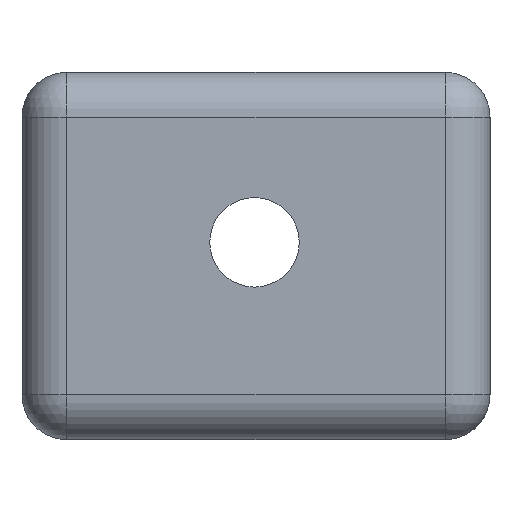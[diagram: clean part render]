
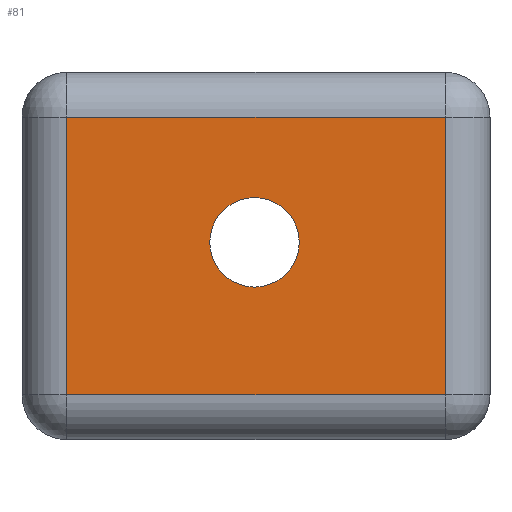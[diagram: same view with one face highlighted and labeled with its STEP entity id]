
A CAD part, front view. The second image highlights one B-rep face of the part: STEP entity #81.
In plain terms, the highlighted planar face has unit normal (0, -1, 0).
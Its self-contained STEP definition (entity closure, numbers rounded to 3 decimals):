
#81 = ADVANCED_FACE( '', ( #169, #170 ), #171, .F. );
#169 = FACE_BOUND( '', #260, .T. );
#170 = FACE_OUTER_BOUND( '', #261, .T. );
#171 = PLANE( '', #262 );
#260 = EDGE_LOOP( '', ( #413 ) );
#261 = EDGE_LOOP( '', ( #414, #415, #416, #417 ) );
#262 = AXIS2_PLACEMENT_3D( '', #418, #419, #420 );
#413 = ORIENTED_EDGE( '', *, *, #533, .T. );
#414 = ORIENTED_EDGE( '', *, *, #541, .T. );
#415 = ORIENTED_EDGE( '', *, *, #563, .T. );
#416 = ORIENTED_EDGE( '', *, *, #564, .T. );
#417 = ORIENTED_EDGE( '', *, *, #528, .T. );
#418 = CARTESIAN_POINT( '', ( 0., -103.128, 0. ) );
#419 = DIRECTION( '', ( 0., 1., 0. ) );
#420 = DIRECTION( '', ( 0., 0., 1. ) );
#528 = EDGE_CURVE( '', #621, #622, #623, .F. );
#533 = EDGE_CURVE( '', #630, #630, #631, .T. );
#541 = EDGE_CURVE( '', #622, #593, #642, .F. );
#563 = EDGE_CURVE( '', #593, #665, #666, .F. );
#564 = EDGE_CURVE( '', #665, #621, #667, .F. );
#593 = VERTEX_POINT( '', #698 );
#621 = VERTEX_POINT( '', #732 );
#622 = VERTEX_POINT( '', #733 );
#623 = LINE( '', #734, #735 );
#630 = VERTEX_POINT( '', #743 );
#631 = CIRCLE( '', #744, 5. );
#642 = LINE( '', #757, #758 );
#665 = VERTEX_POINT( '', #788 );
#666 = LINE( '', #789, #790 );
#667 = LINE( '', #791, #792 );
#698 = CARTESIAN_POINT( '', ( -21.318, -103.128, 62.67 ) );
#732 = CARTESIAN_POINT( '', ( 20.955, -103.128, 31.649 ) );
#733 = CARTESIAN_POINT( '', ( 20.955, -103.128, 62.67 ) );
#734 = CARTESIAN_POINT( '', ( 20.955, -103.128, 62.67 ) );
#735 = VECTOR( '', #847, 1000. );
#743 = CARTESIAN_POINT( '', ( -0.346, -103.128, 53.685 ) );
#744 = AXIS2_PLACEMENT_3D( '', #855, #856, #857 );
#757 = CARTESIAN_POINT( '', ( -26.318, -103.128, 62.67 ) );
#758 = VECTOR( '', #869, 1000. );
#788 = CARTESIAN_POINT( '', ( -21.318, -103.128, 31.649 ) );
#789 = CARTESIAN_POINT( '', ( -21.318, -103.128, 31.649 ) );
#790 = VECTOR( '', #898, 1000. );
#791 = CARTESIAN_POINT( '', ( 20.955, -103.128, 31.649 ) );
#792 = VECTOR( '', #899, 1000. );
#847 = DIRECTION( '', ( 0., 0., -1. ) );
#855 = CARTESIAN_POINT( '', ( -0.346, -103.128, 48.685 ) );
#856 = DIRECTION( '', ( 0., 1., 0. ) );
#857 = DIRECTION( '', ( 0., 0., 1. ) );
#869 = DIRECTION( '', ( 1., 0., 0. ) );
#898 = DIRECTION( '', ( 0., 0., 1. ) );
#899 = DIRECTION( '', ( -1., 0., 0. ) );
